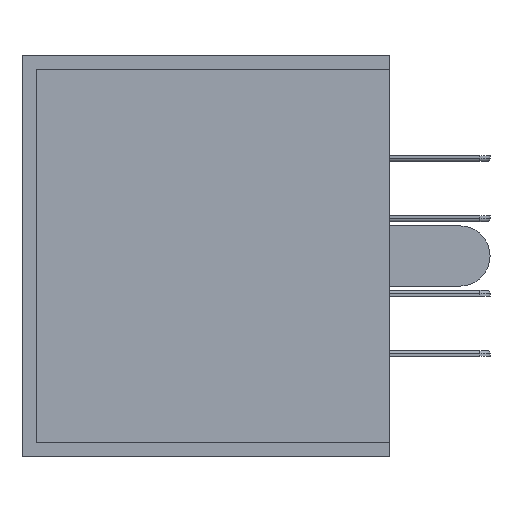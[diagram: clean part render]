
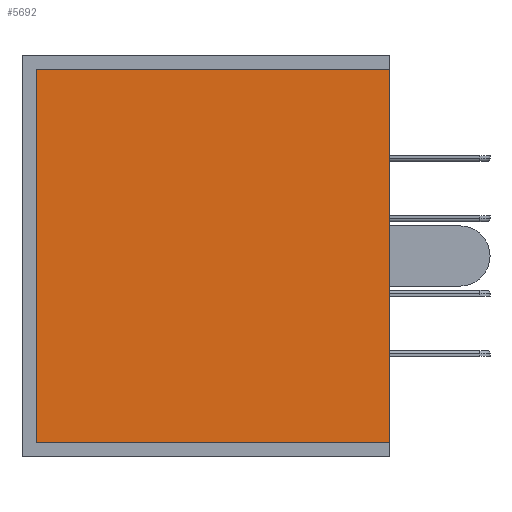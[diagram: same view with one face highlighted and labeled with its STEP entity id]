
A CAD part, left-side view. The second image highlights one B-rep face of the part: STEP entity #5692.
In plain terms, the highlighted planar face has unit normal (-1, 0, 0).
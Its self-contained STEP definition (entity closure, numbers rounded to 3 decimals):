
#30 = CARTESIAN_POINT ( 'NONE',  ( -12.4, -6.5, 6.5 ) ) ;
#53 = CARTESIAN_POINT ( 'NONE',  ( -12.4, -6.5, 7. ) ) ;
#80 = EDGE_LOOP ( 'NONE', ( #1129, #3370, #4798, #4787 ) ) ;
#510 = EDGE_CURVE ( 'NONE', #4637, #4969, #2414, .T. ) ;
#880 = DIRECTION ( 'NONE',  ( 0., 0., 1. ) ) ;
#1129 = ORIENTED_EDGE ( 'NONE', *, *, #4422, .F. ) ;
#1497 = LINE ( 'NONE', #2725, #3182 ) ;
#1755 = AXIS2_PLACEMENT_3D ( 'NONE', #3584, #5817, #5382 ) ;
#1847 = LINE ( 'NONE', #5361, #4964 ) ;
#2041 = DIRECTION ( 'NONE',  ( 0., -1., 0. ) ) ;
#2414 = LINE ( 'NONE', #2822, #5294 ) ;
#2617 = FACE_OUTER_BOUND ( 'NONE', #80, .T. ) ;
#2674 = CARTESIAN_POINT ( 'NONE',  ( -12.4, 5.8, 6.5 ) ) ;
#2725 = CARTESIAN_POINT ( 'NONE',  ( -12.4, 6.3, -6.5 ) ) ;
#2822 = CARTESIAN_POINT ( 'NONE',  ( -12.4, 5.8, 7. ) ) ;
#3182 = VECTOR ( 'NONE', #3655, 1000. ) ;
#3261 = DIRECTION ( 'NONE',  ( 0., 0., -1. ) ) ;
#3370 = ORIENTED_EDGE ( 'NONE', *, *, #510, .F. ) ;
#3584 = CARTESIAN_POINT ( 'NONE',  ( -12.4, 6.3, -7. ) ) ;
#3620 = CARTESIAN_POINT ( 'NONE',  ( -12.4, 5.8, -6.5 ) ) ;
#3655 = DIRECTION ( 'NONE',  ( 0., 1., 0. ) ) ;
#4304 = VECTOR ( 'NONE', #3261, 1000. ) ;
#4422 = EDGE_CURVE ( 'NONE', #4969, #5480, #1847, .T. ) ;
#4637 = VERTEX_POINT ( 'NONE', #3620 ) ;
#4787 = ORIENTED_EDGE ( 'NONE', *, *, #6026, .F. ) ;
#4798 = ORIENTED_EDGE ( 'NONE', *, *, #5876, .F. ) ;
#4822 = LINE ( 'NONE', #53, #4304 ) ;
#4868 = PLANE ( 'NONE',  #1755 ) ;
#4964 = VECTOR ( 'NONE', #2041, 1000. ) ;
#4969 = VERTEX_POINT ( 'NONE', #2674 ) ;
#5085 = CARTESIAN_POINT ( 'NONE',  ( -12.4, -6.5, -6.5 ) ) ;
#5294 = VECTOR ( 'NONE', #880, 1000. ) ;
#5361 = CARTESIAN_POINT ( 'NONE',  ( -12.4, 6.3, 6.5 ) ) ;
#5382 = DIRECTION ( 'NONE',  ( 0., 0., 1. ) ) ;
#5480 = VERTEX_POINT ( 'NONE', #30 ) ;
#5692 = ADVANCED_FACE ( 'NONE', ( #2617 ), #4868, .T. ) ;
#5817 = DIRECTION ( 'NONE',  ( -1., 0., 0. ) ) ;
#5871 = VERTEX_POINT ( 'NONE', #5085 ) ;
#5876 = EDGE_CURVE ( 'NONE', #5871, #4637, #1497, .T. ) ;
#6026 = EDGE_CURVE ( 'NONE', #5480, #5871, #4822, .T. ) ;
